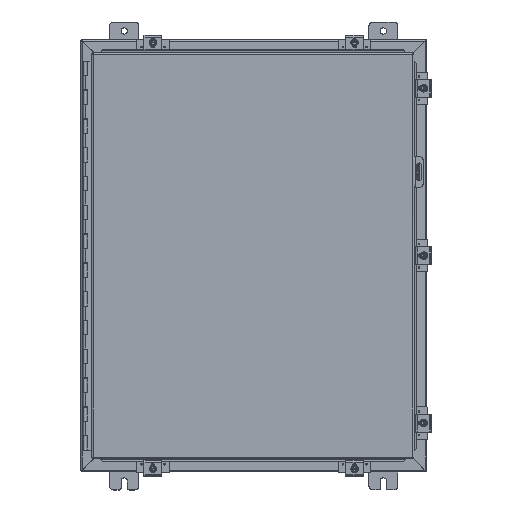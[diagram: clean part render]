
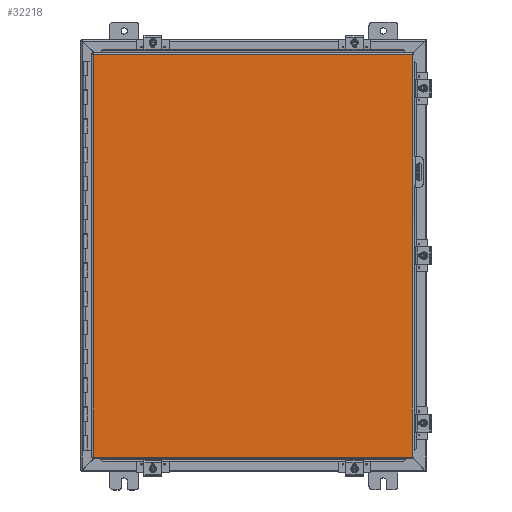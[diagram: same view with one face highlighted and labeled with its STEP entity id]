
A CAD part, top view. The second image highlights one B-rep face of the part: STEP entity #32218.
In plain terms, the highlighted face is planar.
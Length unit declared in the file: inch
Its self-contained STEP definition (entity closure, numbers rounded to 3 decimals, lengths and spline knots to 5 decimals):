
#1495 = VECTOR ( 'NONE', #17952, 39.37008 ) ;
#3000 = VERTEX_POINT ( 'NONE', #20747 ) ;
#6226 = ORIENTED_EDGE ( 'NONE', *, *, #44287, .T. ) ;
#6706 = CARTESIAN_POINT ( 'NONE',  ( -11.08225, 13.9885, 0. ) ) ;
#7660 = DIRECTION ( 'NONE',  ( -1., 0., 0. ) ) ;
#8378 = CARTESIAN_POINT ( 'NONE',  ( 11.08225, -13.9885, 0. ) ) ;
#9855 = LINE ( 'NONE', #38258, #28324 ) ;
#9986 = AXIS2_PLACEMENT_3D ( 'NONE', #33006, #32916, #32867 ) ;
#10322 = ORIENTED_EDGE ( 'NONE', *, *, #43772, .T. ) ;
#10938 = ORIENTED_EDGE ( 'NONE', *, *, #41951, .T. ) ;
#14469 = LINE ( 'NONE', #33727, #22621 ) ;
#15202 = VERTEX_POINT ( 'NONE', #40233 ) ;
#15769 = EDGE_LOOP ( 'NONE', ( #10322, #10938, #6226, #31804 ) ) ;
#16929 = CARTESIAN_POINT ( 'NONE',  ( -11.08225, -13.9885, 0. ) ) ;
#17952 = DIRECTION ( 'NONE',  ( 0., 1., 0. ) ) ;
#20747 = CARTESIAN_POINT ( 'NONE',  ( 11.08225, -13.9885, 0. ) ) ;
#22621 = VECTOR ( 'NONE', #33875, 39.37008 ) ;
#22986 = VERTEX_POINT ( 'NONE', #37977 ) ;
#24516 = VERTEX_POINT ( 'NONE', #6706 ) ;
#26122 = FACE_OUTER_BOUND ( 'NONE', #15769, .T. ) ;
#28324 = VECTOR ( 'NONE', #40322, 39.37008 ) ;
#29087 = LINE ( 'NONE', #16929, #1495 ) ;
#31804 = ORIENTED_EDGE ( 'NONE', *, *, #41046, .T. ) ;
#32218 = ADVANCED_FACE ( 'NONE', ( #26122 ), #34485, .F. ) ;
#32867 = DIRECTION ( 'NONE',  ( 1., 0., 0. ) ) ;
#32870 = LINE ( 'NONE', #8378, #41313 ) ;
#32916 = DIRECTION ( 'NONE',  ( 0., 0., 1. ) ) ;
#33006 = CARTESIAN_POINT ( 'NONE',  ( 0., 0., 0. ) ) ;
#33727 = CARTESIAN_POINT ( 'NONE',  ( 11.08225, 13.9885, 0. ) ) ;
#33875 = DIRECTION ( 'NONE',  ( 0., -1., 0. ) ) ;
#34485 = PLANE ( 'NONE',  #9986 ) ;
#37977 = CARTESIAN_POINT ( 'NONE',  ( -11.08225, -13.9885, 0. ) ) ;
#38258 = CARTESIAN_POINT ( 'NONE',  ( -11.08225, 13.9885, 0. ) ) ;
#40233 = CARTESIAN_POINT ( 'NONE',  ( 11.08225, 13.9885, 0. ) ) ;
#40322 = DIRECTION ( 'NONE',  ( 1., 0., 0. ) ) ;
#41046 = EDGE_CURVE ( 'NONE', #3000, #22986, #32870, .T. ) ;
#41313 = VECTOR ( 'NONE', #7660, 39.37008 ) ;
#41951 = EDGE_CURVE ( 'NONE', #24516, #15202, #9855, .T. ) ;
#43772 = EDGE_CURVE ( 'NONE', #22986, #24516, #29087, .T. ) ;
#44287 = EDGE_CURVE ( 'NONE', #15202, #3000, #14469, .T. ) ;
